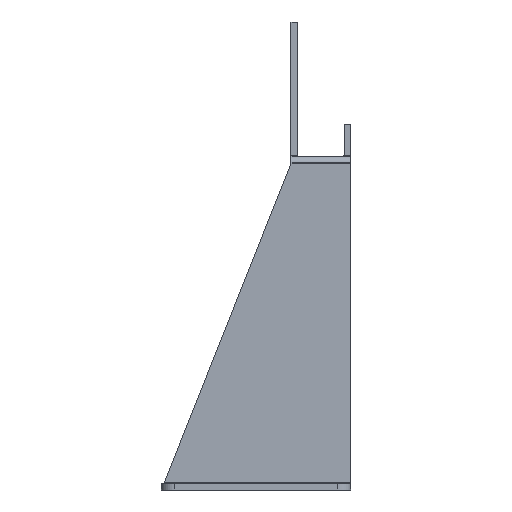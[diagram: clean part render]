
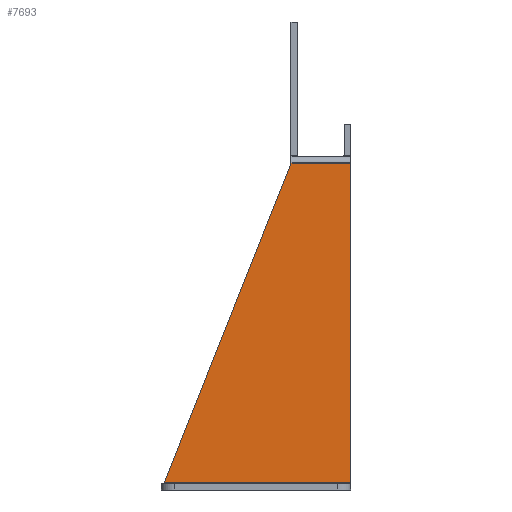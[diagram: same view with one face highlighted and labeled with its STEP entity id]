
A CAD part, left-side view. The second image highlights one B-rep face of the part: STEP entity #7693.
In plain terms, the highlighted planar face has unit normal (-1, 0, 0).
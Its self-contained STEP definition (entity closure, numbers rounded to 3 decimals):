
#568 = VERTEX_POINT ( 'NONE', #6383 ) ;
#855 = ORIENTED_EDGE ( 'NONE', *, *, #6725, .F. ) ;
#1341 = ORIENTED_EDGE ( 'NONE', *, *, #3664, .T. ) ;
#1445 = VECTOR ( 'NONE', #3532, 1000. ) ;
#1512 = LINE ( 'NONE', #3184, #5060 ) ;
#1824 = EDGE_LOOP ( 'NONE', ( #4236, #3957, #855, #1341 ) ) ;
#1881 = CARTESIAN_POINT ( 'NONE',  ( -222.5, 0., -1.7 ) ) ;
#1985 = VERTEX_POINT ( 'NONE', #5640 ) ;
#2044 = CARTESIAN_POINT ( 'NONE',  ( -222.5, -7., -76.8 ) ) ;
#2205 = VECTOR ( 'NONE', #3055, 1000. ) ;
#2540 = DIRECTION ( 'NONE',  ( 0., 1., 0. ) ) ;
#2739 = DIRECTION ( 'NONE',  ( 0., -0.369, 0.93 ) ) ;
#2762 = VERTEX_POINT ( 'NONE', #2044 ) ;
#3048 = PLANE ( 'NONE',  #3712 ) ;
#3055 = DIRECTION ( 'NONE',  ( 0., 1., 0. ) ) ;
#3184 = CARTESIAN_POINT ( 'NONE',  ( -222.5, 37.45, -78.5 ) ) ;
#3187 = VERTEX_POINT ( 'NONE', #3489 ) ;
#3489 = CARTESIAN_POINT ( 'NONE',  ( -222.5, 7., -1.7 ) ) ;
#3492 = CARTESIAN_POINT ( 'NONE',  ( -222.5, -7., -78.5 ) ) ;
#3532 = DIRECTION ( 'NONE',  ( 0., 0., -1. ) ) ;
#3641 = VECTOR ( 'NONE', #2540, 1000. ) ;
#3664 = EDGE_CURVE ( 'NONE', #568, #3187, #7441, .T. ) ;
#3712 = AXIS2_PLACEMENT_3D ( 'NONE', #6861, #5003, #6092 ) ;
#3764 = EDGE_CURVE ( 'NONE', #1985, #3187, #1512, .T. ) ;
#3957 = ORIENTED_EDGE ( 'NONE', *, *, #7436, .F. ) ;
#4236 = ORIENTED_EDGE ( 'NONE', *, *, #3764, .F. ) ;
#4396 = FACE_OUTER_BOUND ( 'NONE', #1824, .T. ) ;
#4982 = LINE ( 'NONE', #6920, #3641 ) ;
#5003 = DIRECTION ( 'NONE',  ( -1., 0., 0. ) ) ;
#5060 = VECTOR ( 'NONE', #2739, 1000. ) ;
#5640 = CARTESIAN_POINT ( 'NONE',  ( -222.5, 36.776, -76.8 ) ) ;
#5928 = LINE ( 'NONE', #3492, #1445 ) ;
#6092 = DIRECTION ( 'NONE',  ( 0., 1., 0. ) ) ;
#6383 = CARTESIAN_POINT ( 'NONE',  ( -222.5, -7., -1.7 ) ) ;
#6725 = EDGE_CURVE ( 'NONE', #568, #2762, #5928, .T. ) ;
#6861 = CARTESIAN_POINT ( 'NONE',  ( -222.5, 0., 0. ) ) ;
#6920 = CARTESIAN_POINT ( 'NONE',  ( -222.5, -7., -76.8 ) ) ;
#7436 = EDGE_CURVE ( 'NONE', #2762, #1985, #4982, .T. ) ;
#7441 = LINE ( 'NONE', #1881, #2205 ) ;
#7693 = ADVANCED_FACE ( 'NONE', ( #4396 ), #3048, .T. ) ;
